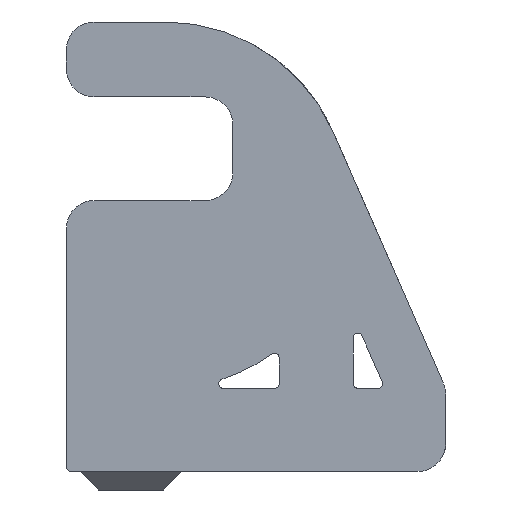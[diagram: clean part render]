
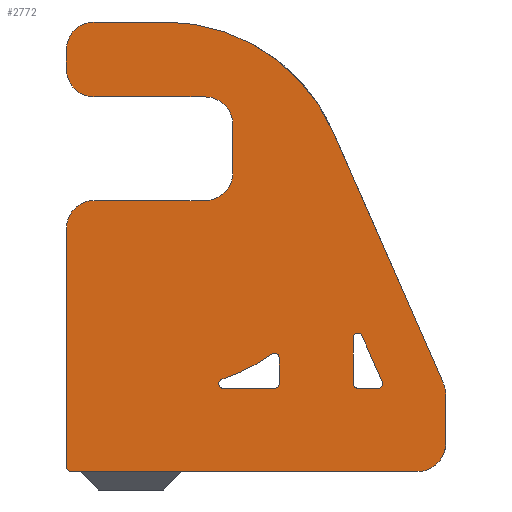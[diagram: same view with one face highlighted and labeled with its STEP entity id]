
A CAD part, left-side view. The second image highlights one B-rep face of the part: STEP entity #2772.
In plain terms, the highlighted planar face has unit normal (-1, 0, 0).
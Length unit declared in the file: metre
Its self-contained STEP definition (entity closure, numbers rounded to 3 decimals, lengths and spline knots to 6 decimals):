
#85=CIRCLE('',#2929,0.0198);
#87=CIRCLE('',#2934,0.0198);
#106=CIRCLE('',#2966,0.003);
#107=CIRCLE('',#2967,0.003);
#108=CIRCLE('',#2968,0.003);
#109=CIRCLE('',#2969,0.003);
#110=CIRCLE('',#2970,0.003);
#111=CIRCLE('',#2971,0.003);
#112=CIRCLE('',#2972,0.003);
#113=CIRCLE('',#2973,0.0005);
#114=CIRCLE('',#2974,0.0005);
#115=CIRCLE('',#2975,0.0005);
#116=CIRCLE('',#2976,0.0005);
#117=CIRCLE('',#2977,0.0005);
#118=CIRCLE('',#2978,0.0005);
#119=CIRCLE('',#2979,0.0005);
#266=ORIENTED_EDGE('',*,*,#958,.T.);
#267=ORIENTED_EDGE('',*,*,#1057,.T.);
#268=ORIENTED_EDGE('',*,*,#1003,.T.);
#269=ORIENTED_EDGE('',*,*,#1058,.T.);
#270=ORIENTED_EDGE('',*,*,#999,.F.);
#271=ORIENTED_EDGE('',*,*,#986,.F.);
#272=ORIENTED_EDGE('',*,*,#1038,.F.);
#273=ORIENTED_EDGE('',*,*,#1059,.T.);
#274=ORIENTED_EDGE('',*,*,#1029,.F.);
#275=ORIENTED_EDGE('',*,*,#1060,.T.);
#276=ORIENTED_EDGE('',*,*,#1025,.T.);
#277=ORIENTED_EDGE('',*,*,#1061,.T.);
#278=ORIENTED_EDGE('',*,*,#1020,.T.);
#279=ORIENTED_EDGE('',*,*,#1062,.T.);
#280=ORIENTED_EDGE('',*,*,#1016,.F.);
#281=ORIENTED_EDGE('',*,*,#1063,.T.);
#282=ORIENTED_EDGE('',*,*,#1009,.F.);
#283=ORIENTED_EDGE('',*,*,#1064,.T.);
#284=ORIENTED_EDGE('',*,*,#977,.F.);
#285=ORIENTED_EDGE('',*,*,#1065,.T.);
#286=ORIENTED_EDGE('',*,*,#973,.T.);
#287=ORIENTED_EDGE('',*,*,#1066,.T.);
#288=ORIENTED_EDGE('',*,*,#1033,.T.);
#289=ORIENTED_EDGE('',*,*,#1067,.T.);
#290=ORIENTED_EDGE('',*,*,#965,.F.);
#291=ORIENTED_EDGE('',*,*,#1068,.T.);
#292=ORIENTED_EDGE('',*,*,#1039,.F.);
#293=ORIENTED_EDGE('',*,*,#1069,.T.);
#294=ORIENTED_EDGE('',*,*,#971,.F.);
#295=ORIENTED_EDGE('',*,*,#1070,.T.);
#958=EDGE_CURVE('',#1364,#1363,#1637,.T.);
#965=EDGE_CURVE('',#1370,#1371,#1643,.T.);
#971=EDGE_CURVE('',#1376,#1377,#85,.T.);
#973=EDGE_CURVE('',#1378,#1379,#1649,.T.);
#977=EDGE_CURVE('',#1382,#1383,#1653,.T.);
#986=EDGE_CURVE('',#1391,#1387,#87,.T.);
#999=EDGE_CURVE('',#1387,#1404,#1670,.T.);
#1003=EDGE_CURVE('',#1406,#1407,#1673,.T.);
#1009=EDGE_CURVE('',#1412,#1413,#1678,.T.);
#1016=EDGE_CURVE('',#1419,#1420,#1684,.T.);
#1020=EDGE_CURVE('',#1424,#1423,#1688,.T.);
#1025=EDGE_CURVE('',#1429,#1428,#1692,.T.);
#1029=EDGE_CURVE('',#1432,#1433,#1696,.T.);
#1033=EDGE_CURVE('',#1437,#1436,#1700,.T.);
#1038=EDGE_CURVE('',#1440,#1391,#1704,.T.);
#1039=EDGE_CURVE('',#1441,#1442,#1705,.T.);
#1057=EDGE_CURVE('',#1363,#1406,#106,.F.);
#1058=EDGE_CURVE('',#1407,#1404,#107,.F.);
#1059=EDGE_CURVE('',#1440,#1433,#108,.F.);
#1060=EDGE_CURVE('',#1432,#1429,#109,.F.);
#1061=EDGE_CURVE('',#1428,#1424,#110,.T.);
#1062=EDGE_CURVE('',#1423,#1420,#111,.T.);
#1063=EDGE_CURVE('',#1419,#1413,#112,.F.);
#1064=EDGE_CURVE('',#1412,#1364,#113,.F.);
#1065=EDGE_CURVE('',#1382,#1378,#114,.T.);
#1066=EDGE_CURVE('',#1379,#1437,#115,.T.);
#1067=EDGE_CURVE('',#1436,#1383,#116,.T.);
#1068=EDGE_CURVE('',#1370,#1442,#117,.T.);
#1069=EDGE_CURVE('',#1441,#1377,#118,.T.);
#1070=EDGE_CURVE('',#1376,#1371,#119,.T.);
#1363=VERTEX_POINT('',#3877);
#1364=VERTEX_POINT('',#3879);
#1370=VERTEX_POINT('',#3893);
#1371=VERTEX_POINT('',#3894);
#1376=VERTEX_POINT('',#3905);
#1377=VERTEX_POINT('',#3907);
#1378=VERTEX_POINT('',#3911);
#1379=VERTEX_POINT('',#3912);
#1382=VERTEX_POINT('',#3920);
#1383=VERTEX_POINT('',#3921);
#1387=VERTEX_POINT('',#3930);
#1391=VERTEX_POINT('',#3952);
#1404=VERTEX_POINT('',#3986);
#1406=VERTEX_POINT('',#3993);
#1407=VERTEX_POINT('',#3994);
#1412=VERTEX_POINT('',#4006);
#1413=VERTEX_POINT('',#4007);
#1419=VERTEX_POINT('',#4020);
#1420=VERTEX_POINT('',#4022);
#1423=VERTEX_POINT('',#4029);
#1424=VERTEX_POINT('',#4031);
#1428=VERTEX_POINT('',#4040);
#1429=VERTEX_POINT('',#4042);
#1432=VERTEX_POINT('',#4049);
#1433=VERTEX_POINT('',#4051);
#1436=VERTEX_POINT('',#4058);
#1437=VERTEX_POINT('',#4060);
#1440=VERTEX_POINT('',#4068);
#1441=VERTEX_POINT('',#4072);
#1442=VERTEX_POINT('',#4073);
#1637=LINE('',#3878,#1952);
#1643=LINE('',#3892,#1958);
#1649=LINE('',#3910,#1964);
#1653=LINE('',#3919,#1968);
#1670=LINE('',#3985,#1985);
#1673=LINE('',#3992,#1988);
#1678=LINE('',#4005,#1993);
#1684=LINE('',#4021,#1999);
#1688=LINE('',#4030,#2003);
#1692=LINE('',#4041,#2007);
#1696=LINE('',#4050,#2011);
#1700=LINE('',#4059,#2015);
#1704=LINE('',#4069,#2019);
#1705=LINE('',#4071,#2020);
#1952=VECTOR('',#3140,1.);
#1958=VECTOR('',#3150,1.);
#1964=VECTOR('',#3164,1.);
#1968=VECTOR('',#3170,1.);
#1985=VECTOR('',#3195,1.);
#1988=VECTOR('',#3202,1.);
#1993=VECTOR('',#3211,1.);
#1999=VECTOR('',#3221,1.);
#2003=VECTOR('',#3227,1.);
#2007=VECTOR('',#3235,1.);
#2011=VECTOR('',#3241,1.);
#2015=VECTOR('',#3247,1.);
#2019=VECTOR('',#3255,1.);
#2020=VECTOR('',#3258,1.);
#2290=EDGE_LOOP('',(#266,#267,#268,#269,#270,#271,#272,#273,#274,#275,#276,
#277,#278,#279,#280,#281,#282,#283));
#2291=EDGE_LOOP('',(#284,#285,#286,#287,#288,#289));
#2292=EDGE_LOOP('',(#290,#291,#292,#293,#294,#295));
#2479=FACE_BOUND('',#2290,.T.);
#2480=FACE_BOUND('',#2291,.T.);
#2481=FACE_BOUND('',#2292,.T.);
#2658=PLANE('',#2965);
#2772=ADVANCED_FACE('',(#2479,#2480,#2481),#2658,.F.);
#2929=AXIS2_PLACEMENT_3D('',#3906,#3159,#3160);
#2934=AXIS2_PLACEMENT_3D('',#3953,#3181,#3182);
#2965=AXIS2_PLACEMENT_3D('',#4094,#3292,#3293);
#2966=AXIS2_PLACEMENT_3D('',#4095,#3294,#3295);
#2967=AXIS2_PLACEMENT_3D('',#4096,#3296,#3297);
#2968=AXIS2_PLACEMENT_3D('',#4097,#3298,#3299);
#2969=AXIS2_PLACEMENT_3D('',#4098,#3300,#3301);
#2970=AXIS2_PLACEMENT_3D('',#4099,#3302,#3303);
#2971=AXIS2_PLACEMENT_3D('',#4100,#3304,#3305);
#2972=AXIS2_PLACEMENT_3D('',#4101,#3306,#3307);
#2973=AXIS2_PLACEMENT_3D('',#4102,#3308,#3309);
#2974=AXIS2_PLACEMENT_3D('',#4103,#3310,#3311);
#2975=AXIS2_PLACEMENT_3D('',#4104,#3312,#3313);
#2976=AXIS2_PLACEMENT_3D('',#4105,#3314,#3315);
#2977=AXIS2_PLACEMENT_3D('',#4106,#3316,#3317);
#2978=AXIS2_PLACEMENT_3D('',#4107,#3318,#3319);
#2979=AXIS2_PLACEMENT_3D('',#4108,#3320,#3321);
#3140=DIRECTION('',(0.,-1.,0.));
#3150=DIRECTION('',(0.,0.,1.));
#3159=DIRECTION('',(1.,0.,0.));
#3160=DIRECTION('',(0.,0.,-1.));
#3164=DIRECTION('',(0.,0.,1.));
#3170=DIRECTION('',(0.,-1.,0.));
#3181=DIRECTION('',(1.,0.,0.));
#3182=DIRECTION('',(0.,0.,-1.));
#3195=DIRECTION('',(0.,-0.402,-0.916));
#3202=DIRECTION('',(0.,0.,1.));
#3211=DIRECTION('',(0.,0.,1.));
#3221=DIRECTION('',(0.,-1.,0.));
#3227=DIRECTION('',(0.,0.,-1.));
#3235=DIRECTION('',(0.,-1.,0.));
#3241=DIRECTION('',(0.,0.,1.));
#3247=DIRECTION('',(0.,-0.402,-0.916));
#3255=DIRECTION('',(0.,-1.,0.));
#3258=DIRECTION('',(0.,-1.,0.));
#3292=DIRECTION('',(1.,0.,0.));
#3293=DIRECTION('',(0.,1.,0.));
#3294=DIRECTION('',(1.,0.,0.));
#3295=DIRECTION('',(0.,0.,-1.));
#3296=DIRECTION('',(1.,0.,0.));
#3297=DIRECTION('',(0.,0.,-1.));
#3298=DIRECTION('',(1.,0.,0.));
#3299=DIRECTION('',(0.,0.,-1.));
#3300=DIRECTION('',(1.,0.,0.));
#3301=DIRECTION('',(0.,0.,-1.));
#3302=DIRECTION('',(1.,0.,0.));
#3303=DIRECTION('',(0.,0.,-1.));
#3304=DIRECTION('',(1.,0.,0.));
#3305=DIRECTION('',(0.,0.,-1.));
#3306=DIRECTION('',(1.,0.,0.));
#3307=DIRECTION('',(0.,0.,-1.));
#3308=DIRECTION('',(1.,0.,0.));
#3309=DIRECTION('',(0.,0.,-1.));
#3310=DIRECTION('',(1.,0.,0.));
#3311=DIRECTION('',(0.,0.,-1.));
#3312=DIRECTION('',(1.,0.,0.));
#3313=DIRECTION('',(0.,0.,-1.));
#3314=DIRECTION('',(1.,0.,0.));
#3315=DIRECTION('',(0.,0.,-1.));
#3316=DIRECTION('',(1.,0.,0.));
#3317=DIRECTION('',(0.,0.,-1.));
#3318=DIRECTION('',(1.,0.,0.));
#3319=DIRECTION('',(0.,0.,-1.));
#3320=DIRECTION('',(1.,0.,0.));
#3321=DIRECTION('',(0.,0.,-1.));
#3877=CARTESIAN_POINT('',(-0.01,0.003,0.));
#3878=CARTESIAN_POINT('',(-0.01,0.0205,0.));
#3879=CARTESIAN_POINT('',(-0.01,0.0405,0.));
#3892=CARTESIAN_POINT('',(-0.01,0.018,0.011149));
#3893=CARTESIAN_POINT('',(-0.01,0.018,0.0095));
#3894=CARTESIAN_POINT('',(-0.01,0.018,0.012295));
#3905=CARTESIAN_POINT('',(-0.01,0.018791,0.012701));
#3906=CARTESIAN_POINT('',(-0.01,0.030318,0.0288));
#3907=CARTESIAN_POINT('',(-0.01,0.02418,0.009975));
#3910=CARTESIAN_POINT('',(-0.01,0.01,0.012926));
#3911=CARTESIAN_POINT('',(-0.01,0.01,0.0095));
#3912=CARTESIAN_POINT('',(-0.01,0.01,0.014469));
#3919=CARTESIAN_POINT('',(-0.01,0.008276,0.009));
#3920=CARTESIAN_POINT('',(-0.01,0.0095,0.009));
#3921=CARTESIAN_POINT('',(-0.01,0.007318,0.009));
#3930=CARTESIAN_POINT('',(-0.01,0.012188,0.03676));
#3952=CARTESIAN_POINT('',(-0.01,0.030318,0.0486));
#3953=CARTESIAN_POINT('',(-0.01,0.030318,0.0288));
#3985=CARTESIAN_POINT('',(-0.01,0.006094,0.02288));
#3986=CARTESIAN_POINT('',(-0.01,0.000253,0.009576));
#3992=CARTESIAN_POINT('',(-0.01,0.,0.0045));
#3993=CARTESIAN_POINT('',(-0.01,0.,0.003));
#3994=CARTESIAN_POINT('',(-0.01,0.,0.00837));
#4005=CARTESIAN_POINT('',(-0.01,0.041,0.00965));
#4006=CARTESIAN_POINT('',(-0.01,0.041,0.0005));
#4007=CARTESIAN_POINT('',(-0.01,0.041,0.0263));
#4020=CARTESIAN_POINT('',(-0.01,0.038,0.0293));
#4021=CARTESIAN_POINT('',(-0.01,0.032,0.0293));
#4022=CARTESIAN_POINT('',(-0.01,0.026,0.0293));
#4029=CARTESIAN_POINT('',(-0.01,0.023,0.0323));
#4030=CARTESIAN_POINT('',(-0.01,0.023,0.0355));
#4031=CARTESIAN_POINT('',(-0.01,0.023,0.0375));
#4040=CARTESIAN_POINT('',(-0.01,0.026,0.0405));
#4041=CARTESIAN_POINT('',(-0.01,0.032,0.0405));
#4042=CARTESIAN_POINT('',(-0.01,0.038,0.0405));
#4049=CARTESIAN_POINT('',(-0.01,0.041,0.0435));
#4050=CARTESIAN_POINT('',(-0.01,0.041,0.04455));
#4051=CARTESIAN_POINT('',(-0.01,0.041,0.0456));
#4058=CARTESIAN_POINT('',(-0.01,0.006861,0.009701));
#4059=CARTESIAN_POINT('',(-0.01,0.008276,0.012926));
#4060=CARTESIAN_POINT('',(-0.01,0.009042,0.01467));
#4068=CARTESIAN_POINT('',(-0.01,0.038,0.0486));
#4069=CARTESIAN_POINT('',(-0.01,0.035659,0.0486));
#4071=CARTESIAN_POINT('',(-0.01,0.024159,0.009));
#4072=CARTESIAN_POINT('',(-0.01,0.024025,0.009));
#4073=CARTESIAN_POINT('',(-0.01,0.0185,0.009));
#4094=CARTESIAN_POINT('',(-0.01,0.0225,0.0243));
#4095=CARTESIAN_POINT('',(-0.01,0.003,0.003));
#4096=CARTESIAN_POINT('',(-0.01,0.003,0.00837));
#4097=CARTESIAN_POINT('',(-0.01,0.038,0.0456));
#4098=CARTESIAN_POINT('',(-0.01,0.038,0.0435));
#4099=CARTESIAN_POINT('',(-0.01,0.026,0.0375));
#4100=CARTESIAN_POINT('',(-0.01,0.026,0.0323));
#4101=CARTESIAN_POINT('',(-0.01,0.038,0.0263));
#4102=CARTESIAN_POINT('',(-0.01,0.0405,0.0005));
#4103=CARTESIAN_POINT('',(-0.01,0.0095,0.0095));
#4104=CARTESIAN_POINT('',(-0.01,0.0095,0.014469));
#4105=CARTESIAN_POINT('',(-0.01,0.007318,0.0095));
#4106=CARTESIAN_POINT('',(-0.01,0.0185,0.0095));
#4107=CARTESIAN_POINT('',(-0.01,0.024025,0.0095));
#4108=CARTESIAN_POINT('',(-0.01,0.0185,0.012295));
